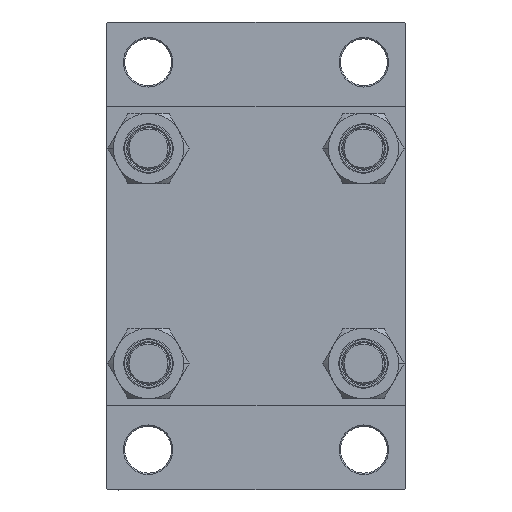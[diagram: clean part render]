
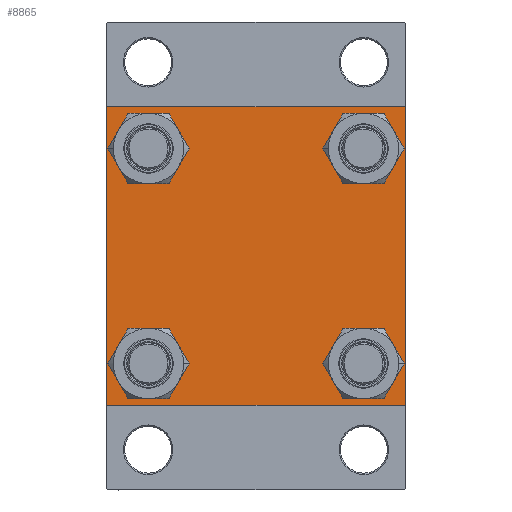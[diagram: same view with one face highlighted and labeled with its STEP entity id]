
A CAD part, left-side view. The second image highlights one B-rep face of the part: STEP entity #8865.
In plain terms, the highlighted planar face has unit normal (-1, 0, 0).
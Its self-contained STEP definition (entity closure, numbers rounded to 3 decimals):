
#471 = DIRECTION ( 'NONE',  ( 0., 0., 1. ) ) ;
#573 = ORIENTED_EDGE ( 'NONE', *, *, #16626, .T. ) ;
#888 = VECTOR ( 'NONE', #19748, 1000. ) ;
#925 = VERTEX_POINT ( 'NONE', #4374 ) ;
#1464 = LINE ( 'NONE', #9203, #19422 ) ;
#1703 = DIRECTION ( 'NONE',  ( 0., 0.707, 0.707 ) ) ;
#2338 = EDGE_CURVE ( 'NONE', #38918, #14914, #33140, .T. ) ;
#2503 = VERTEX_POINT ( 'NONE', #22120 ) ;
#2573 = LINE ( 'NONE', #35502, #47220 ) ;
#2678 = AXIS2_PLACEMENT_3D ( 'NONE', #3874, #30505, #471 ) ;
#3874 = CARTESIAN_POINT ( 'NONE',  ( 0., -41.35, -41.35 ) ) ;
#4374 = CARTESIAN_POINT ( 'NONE',  ( 0., -41.35, 32.85 ) ) ;
#4530 = ORIENTED_EDGE ( 'NONE', *, *, #34899, .T. ) ;
#5789 = ORIENTED_EDGE ( 'NONE', *, *, #33427, .T. ) ;
#6038 = ORIENTED_EDGE ( 'NONE', *, *, #35677, .T. ) ;
#6218 = ORIENTED_EDGE ( 'NONE', *, *, #25110, .T. ) ;
#6339 = CARTESIAN_POINT ( 'NONE',  ( 0., 41.35, -32.85 ) ) ;
#7169 = ORIENTED_EDGE ( 'NONE', *, *, #37446, .F. ) ;
#7170 = CARTESIAN_POINT ( 'NONE',  ( 0., -41.35, -41.35 ) ) ;
#8589 = CARTESIAN_POINT ( 'NONE',  ( 0., 41.35, 41.35 ) ) ;
#8612 = DIRECTION ( 'NONE',  ( 1., 0., 0. ) ) ;
#8618 = CARTESIAN_POINT ( 'NONE',  ( 0., 57.25, -57.25 ) ) ;
#8815 = DIRECTION ( 'NONE',  ( 0., 0., 1. ) ) ;
#8865 = ADVANCED_FACE ( 'NONE', ( #41696, #11929, #26692, #11436, #26929 ), #41458, .T. ) ;
#9203 = CARTESIAN_POINT ( 'NONE',  ( 0., -57.25, 57.25 ) ) ;
#10166 = CARTESIAN_POINT ( 'NONE',  ( 0., 57.5, 57. ) ) ;
#10444 = DIRECTION ( 'NONE',  ( 0., 0., 1. ) ) ;
#11173 = CARTESIAN_POINT ( 'NONE',  ( 0., -41.35, 41.35 ) ) ;
#11251 = VERTEX_POINT ( 'NONE', #46184 ) ;
#11436 = FACE_BOUND ( 'NONE', #21222, .T. ) ;
#11929 = FACE_BOUND ( 'NONE', #25515, .T. ) ;
#12101 = CIRCLE ( 'NONE', #18263, 8.5 ) ;
#12134 = CARTESIAN_POINT ( 'NONE',  ( 0., -41.35, -49.85 ) ) ;
#12263 = AXIS2_PLACEMENT_3D ( 'NONE', #8589, #23360, #8815 ) ;
#12378 = EDGE_CURVE ( 'NONE', #22286, #43279, #2573, .T. ) ;
#12495 = CARTESIAN_POINT ( 'NONE',  ( 0., -57., -57.5 ) ) ;
#12797 = CARTESIAN_POINT ( 'NONE',  ( 0., 57.5, 57.5 ) ) ;
#13143 = CARTESIAN_POINT ( 'NONE',  ( 0., 41.35, -41.35 ) ) ;
#13628 = ORIENTED_EDGE ( 'NONE', *, *, #12378, .F. ) ;
#13666 = ORIENTED_EDGE ( 'NONE', *, *, #31621, .T. ) ;
#13768 = CIRCLE ( 'NONE', #46271, 8.5 ) ;
#13958 = CARTESIAN_POINT ( 'NONE',  ( 0., 57.5, -57. ) ) ;
#14013 = CIRCLE ( 'NONE', #18712, 8.5 ) ;
#14285 = CARTESIAN_POINT ( 'NONE',  ( 0., 57.25, 57.25 ) ) ;
#14312 = ORIENTED_EDGE ( 'NONE', *, *, #2338, .T. ) ;
#14569 = CIRCLE ( 'NONE', #12263, 8.5 ) ;
#14595 = CARTESIAN_POINT ( 'NONE',  ( 0., 41.35, 41.35 ) ) ;
#14914 = VERTEX_POINT ( 'NONE', #6339 ) ;
#16626 = EDGE_CURVE ( 'NONE', #25570, #32949, #25978, .T. ) ;
#18158 = DIRECTION ( 'NONE',  ( 0., 0.707, -0.707 ) ) ;
#18263 = AXIS2_PLACEMENT_3D ( 'NONE', #13143, #20640, #20408 ) ;
#18712 = AXIS2_PLACEMENT_3D ( 'NONE', #11173, #32497, #10444 ) ;
#18713 = ORIENTED_EDGE ( 'NONE', *, *, #36124, .T. ) ;
#19422 = VECTOR ( 'NONE', #1703, 1000. ) ;
#19438 = DIRECTION ( 'NONE',  ( -1., 0., 0. ) ) ;
#19620 = VECTOR ( 'NONE', #34999, 1000. ) ;
#19748 = DIRECTION ( 'NONE',  ( 0., -0.707, -0.707 ) ) ;
#20241 = CARTESIAN_POINT ( 'NONE',  ( 0., 57.5, -57.5 ) ) ;
#20408 = DIRECTION ( 'NONE',  ( 0., 0., 1. ) ) ;
#20640 = DIRECTION ( 'NONE',  ( 1., 0., 0. ) ) ;
#20901 = EDGE_CURVE ( 'NONE', #14914, #38918, #12101, .T. ) ;
#21222 = EDGE_LOOP ( 'NONE', ( #39205, #6218 ) ) ;
#21421 = LINE ( 'NONE', #29651, #45585 ) ;
#21598 = DIRECTION ( 'NONE',  ( 1., 0., 0. ) ) ;
#21651 = VERTEX_POINT ( 'NONE', #12495 ) ;
#21953 = DIRECTION ( 'NONE',  ( 1., 0., 0. ) ) ;
#22120 = CARTESIAN_POINT ( 'NONE',  ( 0., 57., 57.5 ) ) ;
#22286 = VERTEX_POINT ( 'NONE', #45439 ) ;
#22939 = CARTESIAN_POINT ( 'NONE',  ( 0., -41.35, -32.85 ) ) ;
#23301 = DIRECTION ( 'NONE',  ( 0., 0., 1. ) ) ;
#23360 = DIRECTION ( 'NONE',  ( 1., 0., 0. ) ) ;
#23384 = DIRECTION ( 'NONE',  ( 0., 0., 1. ) ) ;
#24369 = ORIENTED_EDGE ( 'NONE', *, *, #30360, .T. ) ;
#24993 = CARTESIAN_POINT ( 'NONE',  ( 0., 41.35, 32.85 ) ) ;
#25016 = EDGE_CURVE ( 'NONE', #11251, #28763, #14569, .T. ) ;
#25110 = EDGE_CURVE ( 'NONE', #28763, #11251, #13768, .T. ) ;
#25429 = LINE ( 'NONE', #14285, #46334 ) ;
#25515 = EDGE_LOOP ( 'NONE', ( #573, #5789 ) ) ;
#25570 = VERTEX_POINT ( 'NONE', #22939 ) ;
#25978 = CIRCLE ( 'NONE', #2678, 8.5 ) ;
#26504 = VERTEX_POINT ( 'NONE', #13958 ) ;
#26692 = FACE_BOUND ( 'NONE', #28732, .T. ) ;
#26929 = FACE_OUTER_BOUND ( 'NONE', #44621, .T. ) ;
#27005 = CARTESIAN_POINT ( 'NONE',  ( 0., 41.35, -41.35 ) ) ;
#27079 = AXIS2_PLACEMENT_3D ( 'NONE', #7170, #21953, #36707 ) ;
#27291 = EDGE_LOOP ( 'NONE', ( #43501, #18713 ) ) ;
#27598 = ORIENTED_EDGE ( 'NONE', *, *, #40510, .T. ) ;
#28198 = DIRECTION ( 'NONE',  ( 0., -0.707, 0.707 ) ) ;
#28732 = EDGE_LOOP ( 'NONE', ( #32611, #14312 ) ) ;
#28763 = VERTEX_POINT ( 'NONE', #24993 ) ;
#29651 = CARTESIAN_POINT ( 'NONE',  ( 0., 57.5, 57.5 ) ) ;
#30360 = EDGE_CURVE ( 'NONE', #2503, #46714, #25429, .T. ) ;
#30423 = CARTESIAN_POINT ( 'NONE',  ( 0., -57.5, -57. ) ) ;
#30505 = DIRECTION ( 'NONE',  ( 1., 0., 0. ) ) ;
#31004 = VERTEX_POINT ( 'NONE', #39723 ) ;
#31573 = AXIS2_PLACEMENT_3D ( 'NONE', #27005, #8612, #23384 ) ;
#31613 = LINE ( 'NONE', #31855, #46170 ) ;
#31621 = EDGE_CURVE ( 'NONE', #46714, #26504, #21421, .T. ) ;
#31855 = CARTESIAN_POINT ( 'NONE',  ( 0., -57.25, -57.25 ) ) ;
#32145 = LINE ( 'NONE', #12797, #43465 ) ;
#32497 = DIRECTION ( 'NONE',  ( 1., 0., 0. ) ) ;
#32611 = ORIENTED_EDGE ( 'NONE', *, *, #20901, .T. ) ;
#32765 = DIRECTION ( 'NONE',  ( 1., 0., 0. ) ) ;
#32949 = VERTEX_POINT ( 'NONE', #12134 ) ;
#33140 = CIRCLE ( 'NONE', #31573, 8.5 ) ;
#33334 = CARTESIAN_POINT ( 'NONE',  ( 0., -41.35, 49.85 ) ) ;
#33382 = CIRCLE ( 'NONE', #39549, 8.5 ) ;
#33427 = EDGE_CURVE ( 'NONE', #32949, #25570, #44126, .T. ) ;
#34116 = AXIS2_PLACEMENT_3D ( 'NONE', #44855, #19438, #23301 ) ;
#34899 = EDGE_CURVE ( 'NONE', #22286, #36453, #1464, .T. ) ;
#34999 = DIRECTION ( 'NONE',  ( 0., -1., 0. ) ) ;
#35502 = CARTESIAN_POINT ( 'NONE',  ( 0., -57.5, 57.5 ) ) ;
#35517 = VERTEX_POINT ( 'NONE', #33334 ) ;
#35677 = EDGE_CURVE ( 'NONE', #26504, #31004, #41789, .T. ) ;
#36114 = EDGE_CURVE ( 'NONE', #35517, #925, #33382, .T. ) ;
#36124 = EDGE_CURVE ( 'NONE', #925, #35517, #14013, .T. ) ;
#36180 = DIRECTION ( 'NONE',  ( 0., 0., -1. ) ) ;
#36453 = VERTEX_POINT ( 'NONE', #36711 ) ;
#36707 = DIRECTION ( 'NONE',  ( 0., 0., 1. ) ) ;
#36711 = CARTESIAN_POINT ( 'NONE',  ( 0., -57., 57.5 ) ) ;
#37104 = CARTESIAN_POINT ( 'NONE',  ( 0., 41.35, -49.85 ) ) ;
#37446 = EDGE_CURVE ( 'NONE', #2503, #36453, #32145, .T. ) ;
#38157 = LINE ( 'NONE', #20241, #19620 ) ;
#38918 = VERTEX_POINT ( 'NONE', #37104 ) ;
#39205 = ORIENTED_EDGE ( 'NONE', *, *, #25016, .T. ) ;
#39549 = AXIS2_PLACEMENT_3D ( 'NONE', #43626, #21598, #47501 ) ;
#39612 = DIRECTION ( 'NONE',  ( 0., 0., -1. ) ) ;
#39723 = CARTESIAN_POINT ( 'NONE',  ( 0., 57., -57.5 ) ) ;
#40510 = EDGE_CURVE ( 'NONE', #31004, #21651, #38157, .T. ) ;
#41458 = PLANE ( 'NONE',  #34116 ) ;
#41696 = FACE_BOUND ( 'NONE', #27291, .T. ) ;
#41789 = LINE ( 'NONE', #8618, #888 ) ;
#42490 = ORIENTED_EDGE ( 'NONE', *, *, #44089, .T. ) ;
#43279 = VERTEX_POINT ( 'NONE', #30423 ) ;
#43465 = VECTOR ( 'NONE', #46460, 1000. ) ;
#43501 = ORIENTED_EDGE ( 'NONE', *, *, #36114, .T. ) ;
#43626 = CARTESIAN_POINT ( 'NONE',  ( 0., -41.35, 41.35 ) ) ;
#44089 = EDGE_CURVE ( 'NONE', #21651, #43279, #31613, .T. ) ;
#44126 = CIRCLE ( 'NONE', #27079, 8.5 ) ;
#44150 = DIRECTION ( 'NONE',  ( 0., 0., 1. ) ) ;
#44621 = EDGE_LOOP ( 'NONE', ( #13666, #6038, #27598, #42490, #13628, #4530, #7169, #24369 ) ) ;
#44855 = CARTESIAN_POINT ( 'NONE',  ( 0., 0., 0. ) ) ;
#45439 = CARTESIAN_POINT ( 'NONE',  ( 0., -57.5, 57. ) ) ;
#45585 = VECTOR ( 'NONE', #36180, 1000. ) ;
#46170 = VECTOR ( 'NONE', #28198, 1000. ) ;
#46184 = CARTESIAN_POINT ( 'NONE',  ( 0., 41.35, 49.85 ) ) ;
#46271 = AXIS2_PLACEMENT_3D ( 'NONE', #14595, #32765, #44150 ) ;
#46334 = VECTOR ( 'NONE', #18158, 1000. ) ;
#46460 = DIRECTION ( 'NONE',  ( 0., -1., 0. ) ) ;
#46714 = VERTEX_POINT ( 'NONE', #10166 ) ;
#47220 = VECTOR ( 'NONE', #39612, 1000. ) ;
#47501 = DIRECTION ( 'NONE',  ( 0., 0., 1. ) ) ;
